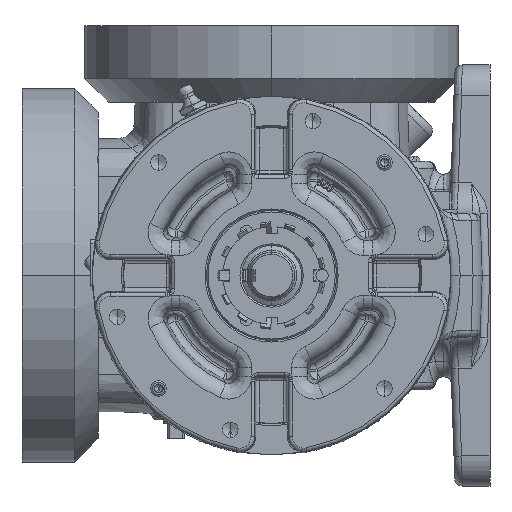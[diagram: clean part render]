
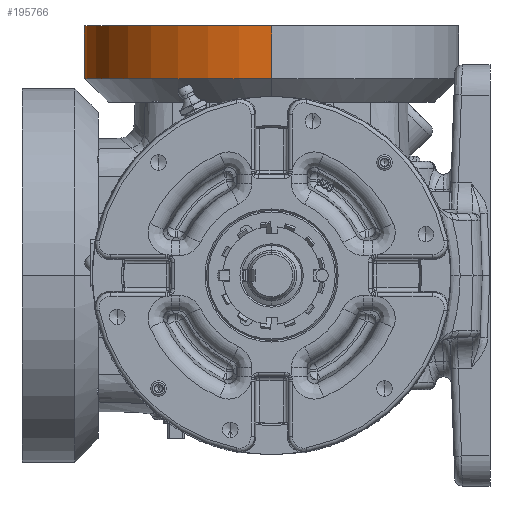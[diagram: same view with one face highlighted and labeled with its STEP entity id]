
A CAD part, left-side view. The second image highlights one B-rep face of the part: STEP entity #195766.
In plain terms, the highlighted cylindrical face has radius 76.2 mm (diameter 152.4 mm), a partial arc.
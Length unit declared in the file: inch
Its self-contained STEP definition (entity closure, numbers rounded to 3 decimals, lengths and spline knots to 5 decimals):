
#1182 = FACE_OUTER_BOUND ( 'NONE', #52063, .T. ) ;
#7757 = DIRECTION ( 'NONE',  ( 0., 0., -1. ) ) ;
#13352 = VERTEX_POINT ( 'NONE', #124466 ) ;
#31015 = CIRCLE ( 'NONE', #204908, 3. ) ;
#31874 = DIRECTION ( 'NONE',  ( -1., 0., 0. ) ) ;
#37574 = VECTOR ( 'NONE', #7757, 39.37008 ) ;
#41186 = ORIENTED_EDGE ( 'NONE', *, *, #113641, .T. ) ;
#42646 = CARTESIAN_POINT ( 'NONE',  ( 4.835, 0., 4. ) ) ;
#45984 = ORIENTED_EDGE ( 'NONE', *, *, #115785, .T. ) ;
#52063 = EDGE_LOOP ( 'NONE', ( #45984, #41186, #227404, #69310 ) ) ;
#54320 = CARTESIAN_POINT ( 'NONE',  ( -1.165, 0., 1.3954 ) ) ;
#58523 = DIRECTION ( 'NONE',  ( 0., 0., -1. ) ) ;
#61053 = VERTEX_POINT ( 'NONE', #75373 ) ;
#65094 = CARTESIAN_POINT ( 'NONE',  ( 4.835, 0., 3.155 ) ) ;
#69310 = ORIENTED_EDGE ( 'NONE', *, *, #173009, .F. ) ;
#75373 = CARTESIAN_POINT ( 'NONE',  ( -1.165, 0., 4. ) ) ;
#76281 = AXIS2_PLACEMENT_3D ( 'NONE', #103723, #58523, #221985 ) ;
#103723 = CARTESIAN_POINT ( 'NONE',  ( 1.835, 0., 1.3954 ) ) ;
#113641 = EDGE_CURVE ( 'NONE', #291371, #187175, #276504, .T. ) ;
#115785 = EDGE_CURVE ( 'NONE', #61053, #291371, #31015, .T. ) ;
#124466 = CARTESIAN_POINT ( 'NONE',  ( -1.165, 0., 3.155 ) ) ;
#124913 = DIRECTION ( 'NONE',  ( 0., 0., -1. ) ) ;
#145353 = AXIS2_PLACEMENT_3D ( 'NONE', #292876, #124913, #177734 ) ;
#150193 = DIRECTION ( 'NONE',  ( 0., 0., -1. ) ) ;
#153710 = DIRECTION ( 'NONE',  ( 0., 0., -1. ) ) ;
#156272 = CARTESIAN_POINT ( 'NONE',  ( 1.835, 0., 4. ) ) ;
#158265 = CARTESIAN_POINT ( 'NONE',  ( 4.835, 0., 1.3954 ) ) ;
#172698 = LINE ( 'NONE', #54320, #37574 ) ;
#173009 = EDGE_CURVE ( 'NONE', #61053, #13352, #172698, .T. ) ;
#177734 = DIRECTION ( 'NONE',  ( -1., 0., 0. ) ) ;
#185173 = EDGE_CURVE ( 'NONE', #13352, #187175, #239709, .T. ) ;
#187175 = VERTEX_POINT ( 'NONE', #65094 ) ;
#195766 = ADVANCED_FACE ( 'NONE', ( #1182 ), #262518, .T. ) ;
#204908 = AXIS2_PLACEMENT_3D ( 'NONE', #156272, #150193, #31874 ) ;
#221985 = DIRECTION ( 'NONE',  ( -1., 0., 0. ) ) ;
#227404 = ORIENTED_EDGE ( 'NONE', *, *, #185173, .F. ) ;
#239709 = CIRCLE ( 'NONE', #145353, 3. ) ;
#262518 = CYLINDRICAL_SURFACE ( 'NONE', #76281, 3. ) ;
#276504 = LINE ( 'NONE', #158265, #303137 ) ;
#291371 = VERTEX_POINT ( 'NONE', #42646 ) ;
#292876 = CARTESIAN_POINT ( 'NONE',  ( 1.835, 0., 3.155 ) ) ;
#303137 = VECTOR ( 'NONE', #153710, 39.37008 ) ;
